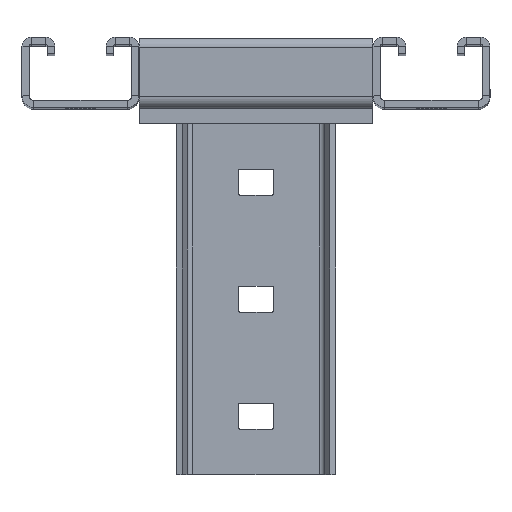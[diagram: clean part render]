
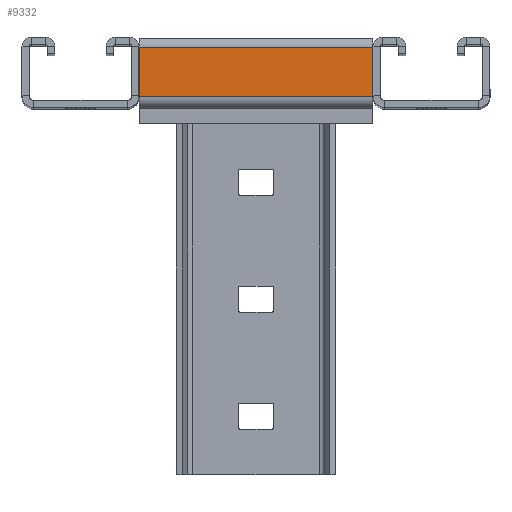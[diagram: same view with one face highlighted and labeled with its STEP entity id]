
A CAD part, top view. The second image highlights one B-rep face of the part: STEP entity #9332.
In plain terms, the highlighted face is planar.
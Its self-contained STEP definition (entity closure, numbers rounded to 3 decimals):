
#131 = DIRECTION ( 'NONE',  ( 0., -1., 0. ) ) ;
#391 = VECTOR ( 'NONE', #4409, 1000. ) ;
#466 = EDGE_LOOP ( 'NONE', ( #6910, #4560, #10329, #10085 ) ) ;
#628 = CARTESIAN_POINT ( 'NONE',  ( 25., -5., -100. ) ) ;
#672 = EDGE_CURVE ( 'NONE', #1468, #6262, #1975, .T. ) ;
#778 = LINE ( 'NONE', #8326, #9105 ) ;
#1468 = VERTEX_POINT ( 'NONE', #2033 ) ;
#1975 = LINE ( 'NONE', #10293, #6029 ) ;
#2033 = CARTESIAN_POINT ( 'NONE',  ( 25., -5., 0. ) ) ;
#2444 = DIRECTION ( 'NONE',  ( 0., -1., 0. ) ) ;
#2654 = LINE ( 'NONE', #4369, #391 ) ;
#3498 = CARTESIAN_POINT ( 'NONE',  ( 25., 0., -100. ) ) ;
#3570 = DIRECTION ( 'NONE',  ( 0., -1., 0. ) ) ;
#3598 = AXIS2_PLACEMENT_3D ( 'NONE', #3498, #5111, #131 ) ;
#4306 = LINE ( 'NONE', #628, #7155 ) ;
#4369 = CARTESIAN_POINT ( 'NONE',  ( 25., -26., -100. ) ) ;
#4409 = DIRECTION ( 'NONE',  ( 0., 0., 1. ) ) ;
#4560 = ORIENTED_EDGE ( 'NONE', *, *, #5835, .F. ) ;
#5102 = VERTEX_POINT ( 'NONE', #8792 ) ;
#5111 = DIRECTION ( 'NONE',  ( -1., 0., 0. ) ) ;
#5835 = EDGE_CURVE ( 'NONE', #9159, #6262, #2654, .T. ) ;
#6029 = VECTOR ( 'NONE', #2444, 1000. ) ;
#6262 = VERTEX_POINT ( 'NONE', #9239 ) ;
#6346 = DIRECTION ( 'NONE',  ( 0., 0., 1. ) ) ;
#6665 = PLANE ( 'NONE',  #3598 ) ;
#6910 = ORIENTED_EDGE ( 'NONE', *, *, #672, .T. ) ;
#7155 = VECTOR ( 'NONE', #6346, 1000. ) ;
#7210 = CARTESIAN_POINT ( 'NONE',  ( 25., -26., -100. ) ) ;
#7941 = EDGE_CURVE ( 'NONE', #5102, #9159, #778, .T. ) ;
#8326 = CARTESIAN_POINT ( 'NONE',  ( 25., 0., -100. ) ) ;
#8792 = CARTESIAN_POINT ( 'NONE',  ( 25., -5., -100. ) ) ;
#9105 = VECTOR ( 'NONE', #3570, 1000. ) ;
#9159 = VERTEX_POINT ( 'NONE', #7210 ) ;
#9239 = CARTESIAN_POINT ( 'NONE',  ( 25., -26., 0. ) ) ;
#9332 = ADVANCED_FACE ( 'NONE', ( #9394 ), #6665, .F. ) ;
#9394 = FACE_OUTER_BOUND ( 'NONE', #466, .T. ) ;
#9697 = EDGE_CURVE ( 'NONE', #5102, #1468, #4306, .T. ) ;
#10085 = ORIENTED_EDGE ( 'NONE', *, *, #9697, .T. ) ;
#10293 = CARTESIAN_POINT ( 'NONE',  ( 25., 0., 0. ) ) ;
#10329 = ORIENTED_EDGE ( 'NONE', *, *, #7941, .F. ) ;
